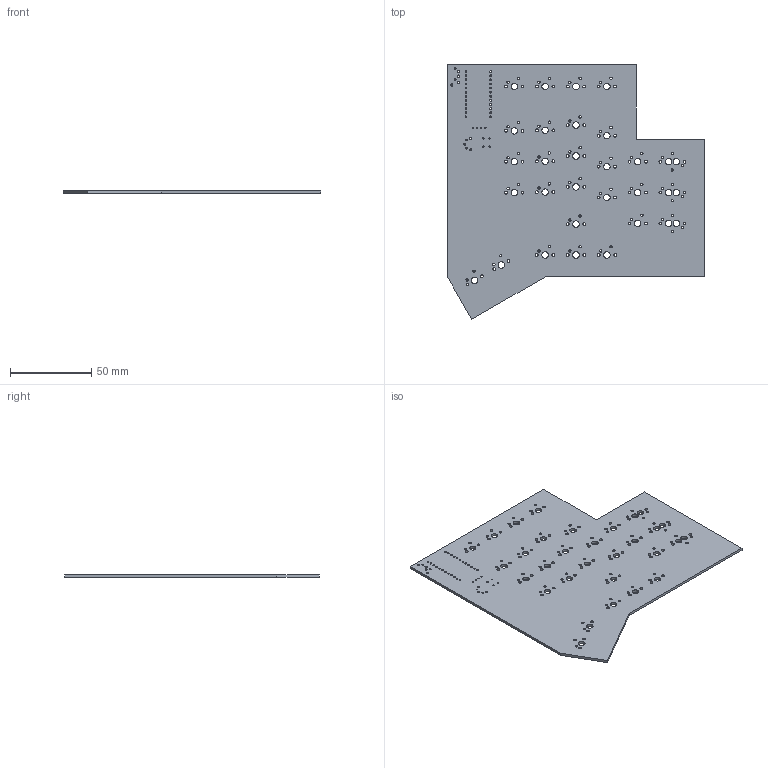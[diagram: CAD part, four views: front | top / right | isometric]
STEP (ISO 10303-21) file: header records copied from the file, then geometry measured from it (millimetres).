
FILE_DESCRIPTION(('KiCad electronic assembly'),'2;1');
FILE_NAME('bourbondox2_right.step','2022-04-13T10:47:07',('Pcbnew'),( 'Kicad'),'Open CASCADE STEP processor 7.6','KiCad to STEP converter' ,'Unknown');
FILE_SCHEMA(('AUTOMOTIVE_DESIGN { 1 0 10303 214 1 1 1 1 }'));
Length unit declared in the file: millimetre
Products named in the file (2): bourbondox2_right 1; _autosave-bourbondox2_right PCB
Assembly tree (1 placements, depth 2):
  bourbondox2_right 1
    _autosave-bourbondox2_right PCB
Bounding box: 158.75 x 157.16 x 1.6 mm (x, y, z)
Volume: 30365 mm3; surface area: 40723.1 mm2
Topology: 1 solids, 1 shells, 214 faces, 636 edges, 424 vertices
Faces by surface type: cylinder 196, plane 18
Full cylindrical faces by diameter (mm): 0.813 x8, 0.99 x2, 1.092 x24, 1.2 x3, 1.3 x2, 1.47 x62, 1.75 x56, 3.988 x31
Entity records: 17671 total; most frequent: CARTESIAN_POINT 4900, DIRECTION 2340, ORIENTED_EDGE 1272, PCURVE 1272, DEFINITIONAL_REPRESENTATION 1272, LINE 1124, VECTOR 1124, EDGE_CURVE 636
